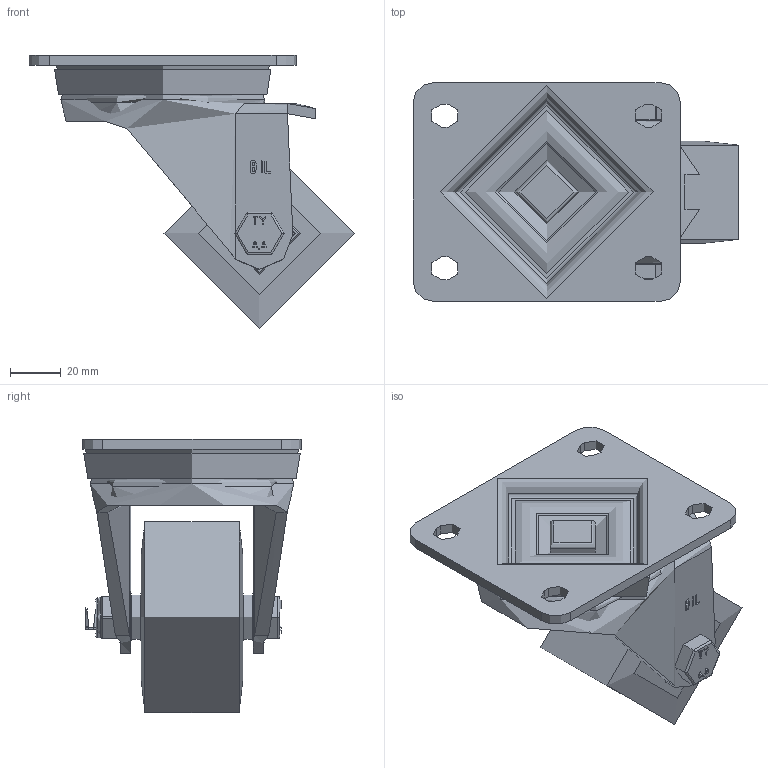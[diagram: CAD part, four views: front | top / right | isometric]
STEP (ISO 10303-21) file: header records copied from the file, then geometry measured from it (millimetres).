
FILE_DESCRIPTION(/* description */ (''),/* implementation_level */ '2;1');
FILE_NAME(/* name */ 'BZHD75PTBJ.step',/* time_stamp */ '2025-06-13T08:43:44+01:00',/* author */ (''),/* organization */ (''),/* preprocessor_version */ 'ST-DEVELOPER v20.1',/* originating_system */ 'Autodesk Translation Framework v14.10.0.0',/* authorisation */ '');
FILE_SCHEMA (('AUTOMOTIVE_DESIGN { 1 0 10303 214 3 1 1 }'));
Length unit declared in the file: millimetre
Products named in the file (29): BZHD75PTBJ; BZH75WPTBJM15 v1; POLYURETHANE TYRE; CAST IRON RIM; BEARING6002; Pattern; BEARING6002 (1); Pattern (1); Component1; METAL; METAL2; MIDDLE; RUBBER; BEARING SPACER; TH15X4X10 v1; ZINC PLATED HEADED SPACER; TH15X4X10 v1 (1); ZINC PLATED HEADED SPACER (1); BZH80AS - 2 - 48 v1; BZH80AS - 2 v2 (2) (1); ZINC PLATED, PRESSED STEEL TOP PLATE (2) (1); ZINC PLATED, PRESSED STEEL FORKS (2) (1); BEARING SEAL (2) (1); HEXBOLTM10X70Z8.8 v2; GRADE 8.8 THREADED ZINC PLATED BOLT; NYLOCM10Z v1; NYLOC NUT; RUBBER (1); NUT
Assembly tree (51 placements, depth 5):
  BZHD75PTBJ
    BZH75WPTBJM15 v1
      POLYURETHANE TYRE
      CAST IRON RIM
      BEARING6002
        METAL
        METAL2
        Pattern
          Component1  x9
        MIDDLE
        RUBBER  x2
      BEARING6002 (1)
        Pattern (1)
          Component1  x9
        METAL
        METAL2
        MIDDLE
        RUBBER  x2
      BEARING SPACER
    TH15X4X10 v1
      ZINC PLATED HEADED SPACER
    TH15X4X10 v1 (1)
      ZINC PLATED HEADED SPACER (1)
    BZH80AS - 2 - 48 v1
      BZH80AS - 2 v2 (2) (1)
        ZINC PLATED, PRESSED STEEL TOP PLATE (2) (1)
        ZINC PLATED, PRESSED STEEL FORKS (2) (1)
        BEARING SEAL (2) (1)
    HEXBOLTM10X70Z8.8 v2
      GRADE 8.8 THREADED ZINC PLATED BOLT
    NYLOCM10Z v1
      NYLOC NUT
        RUBBER (1)
        NUT
Bounding box: 128 x 86 x 107.5 mm (x, y, z)
Volume: 289501.5 mm3; surface area: 116957.2 mm2
Topology: 39 solids, 39 shells, 1139 faces, 2861 edges, 1858 vertices
Faces by surface type: plane 414, bspline 402, cylinder 194, sphere 66, cone 41, torus 22
Full cylindrical faces by diameter (mm): 8.141 x18, 9.85 x19, 10 x3, 10.2 x2, 10.5 x2, 12 x2, 14.8 x2, 15 x3, 16 x2, 18 x1, 19 x2, 20 x7, 20.5 x4, 21.5 x4, 25 x2, 26.8 x4, 28 x3, 28.2 x8, 31 x1, 32 x5, 48 x2, 50.5 x1, 72 x1, 75 x1, 80 x1
Entity records: 26003 total; most frequent: CARTESIAN_POINT 11175, ORIENTED_EDGE 3044, DIRECTION 2646, EDGE_CURVE 1522, AXIS2_PLACEMENT_3D 1001, VERTEX_POINT 978, EDGE_LOOP 729, LINE 644
